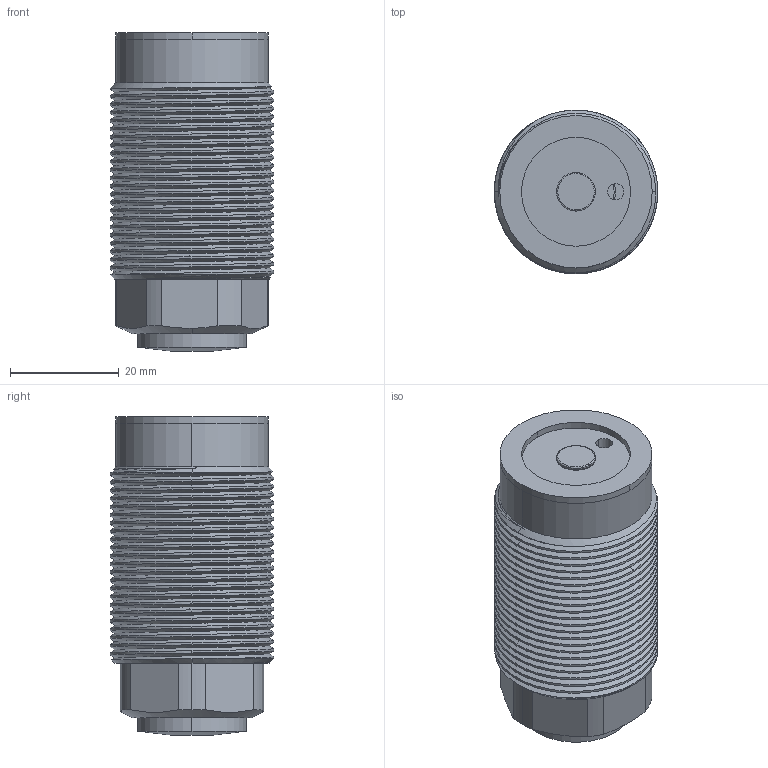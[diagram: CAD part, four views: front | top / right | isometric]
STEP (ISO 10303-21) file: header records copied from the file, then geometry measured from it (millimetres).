
FILE_DESCRIPTION (( 'STEP AP203' ), '1' );
FILE_NAME ('ctc-20a_asm.STEP', '2018-08-14T01:07:55', ( '' ), ( '' ), 'SwSTEP 2.0', 'SolidWorks 2015', '' );
FILE_SCHEMA (( 'CONFIG_CONTROL_DESIGN' ));
Length unit declared in the file: millimetre
Products named in the file (6): CTC-20DP; ctc-20a_asm; CTC-20HG; CTC-20MD; CTC-20AHSG; CTC-20BT
Assembly tree (5 placements, depth 2):
  ctc-20a_asm
    CTC-20BT
    CTC-20AHSG
    CTC-20HG
    CTC-20MD
    CTC-20DP
Bounding box: 30 x 30 x 58.53 mm (x, y, z)
Volume: 30821.8 mm3; surface area: 20582.3 mm2
Topology: 5 solids, 5 shells, 135 faces, 439 edges, 322 vertices
Faces by surface type: cylinder 86, plane 23, bspline 19, cone 7
Entity records: 12136 total; most frequent: CARTESIAN_POINT 7996, ORIENTED_EDGE 878, DIRECTION 546, EDGE_CURVE 439, VERTEX_POINT 322, B_SPLINE_CURVE_WITH_KNOTS 230, AXIS2_PLACEMENT_3D 217, EDGE_LOOP 151
